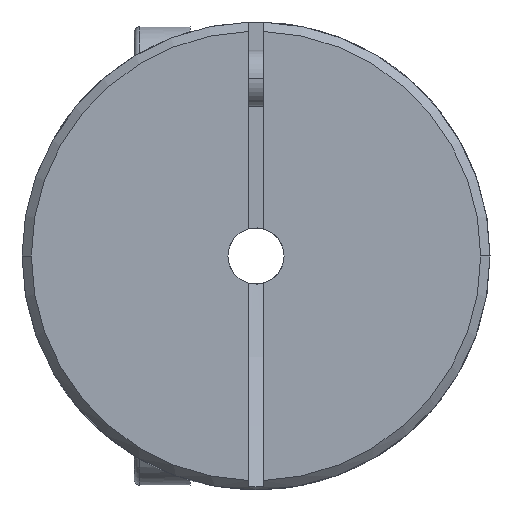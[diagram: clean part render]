
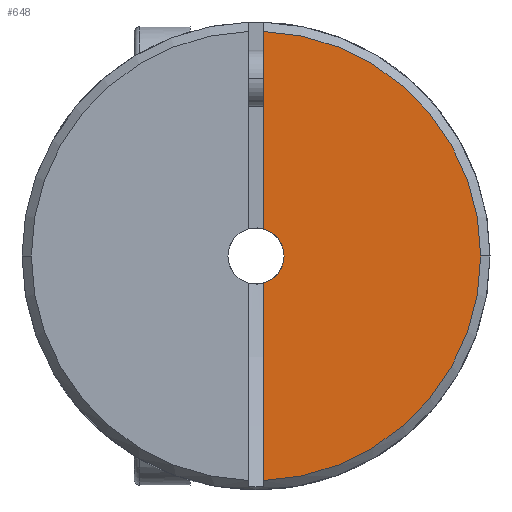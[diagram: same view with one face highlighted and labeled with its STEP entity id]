
A CAD part, left-side view. The second image highlights one B-rep face of the part: STEP entity #648.
In plain terms, the highlighted planar face has unit normal (-1, 0, 0).
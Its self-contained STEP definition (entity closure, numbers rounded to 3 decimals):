
#648=ADVANCED_FACE('',(#1415),#1416,.T.);
#1415=FACE_OUTER_BOUND('',#2336,.T.);
#1416=PLANE('',#2337);
#2336=EDGE_LOOP('',(#4226,#4227,#4228,#4229,#4230,#4231));
#2337=AXIS2_PLACEMENT_3D('',#4232,#4233,#4234);
#4226=ORIENTED_EDGE('',*,*,#5993,.T.);
#4227=ORIENTED_EDGE('',*,*,#5895,.T.);
#4228=ORIENTED_EDGE('',*,*,#6066,.T.);
#4229=ORIENTED_EDGE('',*,*,#6061,.T.);
#4230=ORIENTED_EDGE('',*,*,#5880,.F.);
#4231=ORIENTED_EDGE('',*,*,#6067,.F.);
#4232=CARTESIAN_POINT('',(0.0,-6.75,0.));
#4233=DIRECTION('',(-1.0,0.0,0.0));
#4234=DIRECTION('',(0.0,1.0,0.));
#5880=EDGE_CURVE('',#7214,#7217,#7218,.T.);
#5895=EDGE_CURVE('',#7244,#7241,#7245,.T.);
#5993=EDGE_CURVE('',#7394,#7244,#7395,.T.);
#6061=EDGE_CURVE('',#7477,#7217,#7478,.T.);
#6066=EDGE_CURVE('',#7241,#7477,#7483,.T.);
#6067=EDGE_CURVE('',#7394,#7214,#7484,.T.);
#7214=VERTEX_POINT('',#8726);
#7217=VERTEX_POINT('',#8730);
#7218=CIRCLE('',#8731,12.0);
#7241=VERTEX_POINT('',#8780);
#7244=VERTEX_POINT('',#8784);
#7245=CIRCLE('',#8785,1.5);
#7394=VERTEX_POINT('',#9385);
#7395=LINE('',#9386,#9387);
#7477=VERTEX_POINT('',#9527);
#7478=LINE('',#9528,#9529);
#7483=CIRCLE('',#9536,1.5);
#7484=CIRCLE('',#9537,12.0);
#8726=CARTESIAN_POINT('',(0.0,-12.0,0.));
#8730=CARTESIAN_POINT('',(0.,-0.4,-11.993));
#8731=AXIS2_PLACEMENT_3D('',#11142,#11143,#11144);
#8780=CARTESIAN_POINT('',(0.0,-1.5,0.));
#8784=CARTESIAN_POINT('',(0.,-0.4,1.446));
#8785=AXIS2_PLACEMENT_3D('',#11164,#11165,#11166);
#9385=CARTESIAN_POINT('',(0.,-0.4,11.993));
#9386=CARTESIAN_POINT('',(0.,-0.4,0.599));
#9387=VECTOR('',#11291,1.0);
#9527=CARTESIAN_POINT('',(0.,-0.4,-1.446));
#9528=CARTESIAN_POINT('',(0.,-0.4,0.599));
#9529=VECTOR('',#11375,1.0);
#9536=AXIS2_PLACEMENT_3D('',#11378,#11379,#11380);
#9537=AXIS2_PLACEMENT_3D('',#11381,#11382,#11383);
#11142=CARTESIAN_POINT('',(0.0,0.0,0.0));
#11143=DIRECTION('',(1.0,0.0,0.0));
#11144=DIRECTION('',(0.0,-1.0,0.));
#11164=CARTESIAN_POINT('',(0.0,0.0,0.0));
#11165=DIRECTION('',(1.0,0.0,0.0));
#11166=DIRECTION('',(0.0,-1.0,0.));
#11291=DIRECTION('',(-0.0,0.,-1.0));
#11375=DIRECTION('',(-0.0,0.,-1.0));
#11378=CARTESIAN_POINT('',(0.0,0.0,0.0));
#11379=DIRECTION('',(1.0,0.0,0.0));
#11380=DIRECTION('',(0.0,-1.0,0.));
#11381=CARTESIAN_POINT('',(0.0,0.0,0.0));
#11382=DIRECTION('',(1.0,0.0,0.0));
#11383=DIRECTION('',(0.0,-1.0,0.));
